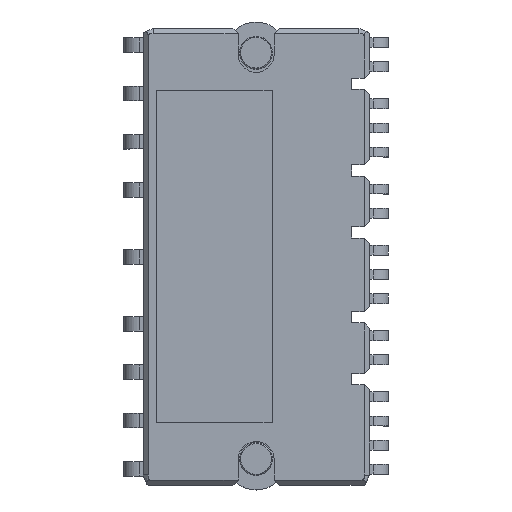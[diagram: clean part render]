
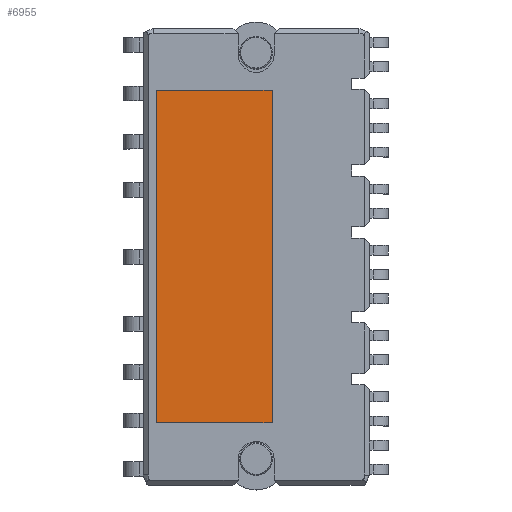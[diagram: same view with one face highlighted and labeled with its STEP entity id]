
A CAD part, top view. The second image highlights one B-rep face of the part: STEP entity #6955.
In plain terms, the highlighted planar face has unit normal (0, 0, 1).
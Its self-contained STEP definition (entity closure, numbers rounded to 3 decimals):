
#6826 = VERTEX_POINT('',#6827);
#6827 = CARTESIAN_POINT('',(-22.27,-36.95,7.75));
#6833 = EDGE_CURVE('',#6826,#6834,#6836,.T.);
#6834 = VERTEX_POINT('',#6835);
#6835 = CARTESIAN_POINT('',(-11.07,-36.95,7.75));
#6836 = LINE('',#6837,#6838);
#6837 = CARTESIAN_POINT('',(-22.27,-36.95,7.75));
#6838 = VECTOR('',#6839,1.);
#6839 = DIRECTION('',(1.,0.,0.));
#6864 = EDGE_CURVE('',#6834,#6865,#6867,.T.);
#6865 = VERTEX_POINT('',#6866);
#6866 = CARTESIAN_POINT('',(-11.07,-4.658,7.75));
#6867 = LINE('',#6868,#6869);
#6868 = CARTESIAN_POINT('',(-11.07,-36.95,7.75));
#6869 = VECTOR('',#6870,1.);
#6870 = DIRECTION('',(0.,1.,0.));
#6895 = EDGE_CURVE('',#6865,#6896,#6898,.T.);
#6896 = VERTEX_POINT('',#6897);
#6897 = CARTESIAN_POINT('',(-22.27,-4.658,7.75));
#6898 = LINE('',#6899,#6900);
#6899 = CARTESIAN_POINT('',(-11.07,-4.658,7.75));
#6900 = VECTOR('',#6901,1.);
#6901 = DIRECTION('',(-1.,0.,0.));
#6926 = EDGE_CURVE('',#6896,#6826,#6927,.T.);
#6927 = LINE('',#6928,#6929);
#6928 = CARTESIAN_POINT('',(-22.27,-4.658,7.75));
#6929 = VECTOR('',#6930,1.);
#6930 = DIRECTION('',(0.,-1.,0.));
#6955 = ADVANCED_FACE('',(#6956),#6962,.T.);
#6956 = FACE_BOUND('',#6957,.T.);
#6957 = EDGE_LOOP('',(#6958,#6959,#6960,#6961));
#6958 = ORIENTED_EDGE('',*,*,#6833,.T.);
#6959 = ORIENTED_EDGE('',*,*,#6864,.T.);
#6960 = ORIENTED_EDGE('',*,*,#6895,.T.);
#6961 = ORIENTED_EDGE('',*,*,#6926,.T.);
#6962 = PLANE('',#6963);
#6963 = AXIS2_PLACEMENT_3D('',#6964,#6965,#6966);
#6964 = CARTESIAN_POINT('',(-16.67,-20.804,7.75));
#6965 = DIRECTION('',(0.,0.,1.));
#6966 = DIRECTION('',(1.,0.,0.));
